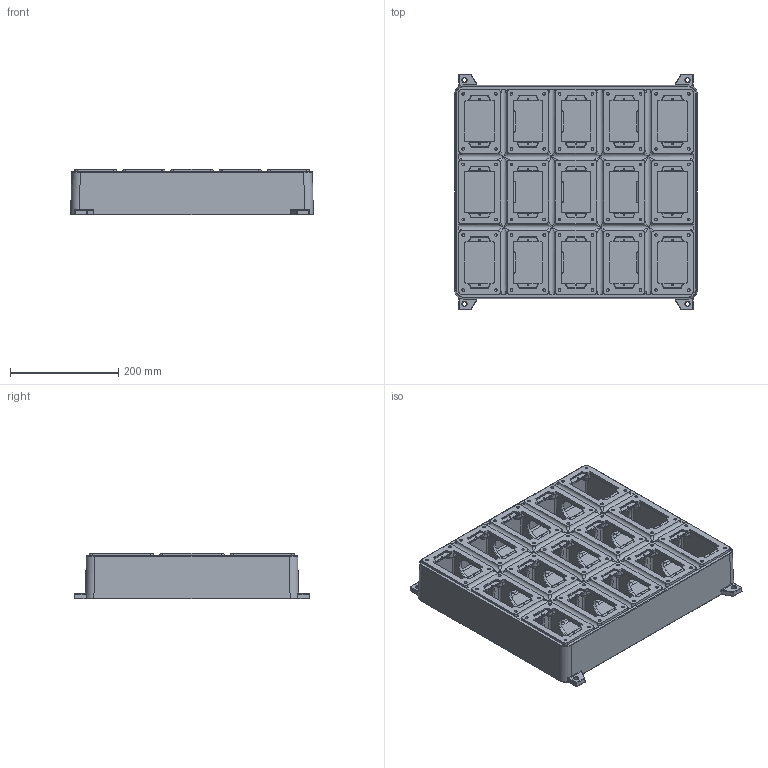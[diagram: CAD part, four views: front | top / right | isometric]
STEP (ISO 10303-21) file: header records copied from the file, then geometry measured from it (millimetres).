
FILE_DESCRIPTION(/* description */ ('SWB-38'),/* implementation_level */ '2;1');
FILE_NAME(/* name */ 'KIL_SWB-38.stp',/* time_stamp */ '2017-05-10T14:50:26+05:00',/* author */ ('ckumar'),/* organization */ (''),/* preprocessor_version */ 'ST-DEVELOPER v16.1',/* originating_system */ 'Autodesk Inventor 2016',/* authorisation */ '');
FILE_SCHEMA (('AUTOMOTIVE_DESIGN { 1 0 10303 214 3 1 1 }'));
Products named in the file (1): SWB-38
Bounding box: 447.63 x 434.93 x 84.14 mm (x, y, z)
Volume: 5084945.2 mm3; surface area: 968433.8 mm2
Topology: 1 solids, 1 shells, 3324 faces, 8156 edges, 4596 vertices
Faces by surface type: cylinder 1284, bspline 930, plane 534, torus 386, sphere 108, cone 82
Full cylindrical faces by diameter (mm): 2.642 x30, 4.978 x78, 50.8 x10
Entity records: 131259 total; most frequent: CARTESIAN_POINT 55612, ORIENTED_EDGE 15120, DIRECTION 15086, EDGE_CURVE 7560, AXIS2_PLACEMENT_3D 6253, VERTEX_POINT 4468, EDGE_LOOP 3666, FACE_OUTER_BOUND 3324
